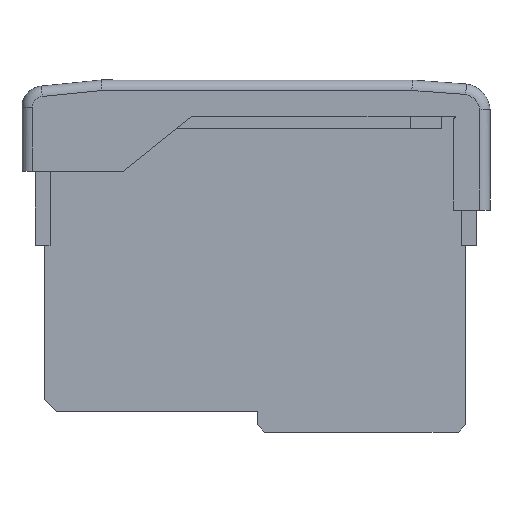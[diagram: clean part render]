
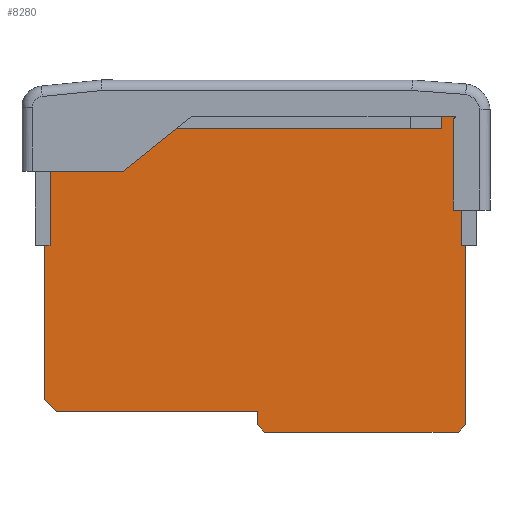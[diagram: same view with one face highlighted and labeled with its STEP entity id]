
A CAD part, left-side view. The second image highlights one B-rep face of the part: STEP entity #8280.
In plain terms, the highlighted planar face has unit normal (-1, 0, 0).
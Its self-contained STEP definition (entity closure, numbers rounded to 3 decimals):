
#3038 = VERTEX_POINT ( 'NONE', #9197 ) ;
#3173 = VERTEX_POINT ( 'NONE', #9526 ) ;
#3184 = VERTEX_POINT ( 'NONE', #9541 ) ;
#3203 = VERTEX_POINT ( 'NONE', #9554 ) ;
#4005 = CARTESIAN_POINT ( 'NONE',  ( 24.783, 45.139, -56.401 ) ) ;
#4007 = DIRECTION ( 'NONE',  ( 0., 0., 1. ) ) ;
#4008 = VECTOR ( 'NONE', #4007, 1000. ) ;
#4010 = CARTESIAN_POINT ( 'NONE',  ( 24.783, 45.139, 1.697 ) ) ;
#4012 = LINE ( 'NONE', #4010, #4008 ) ;
#4334 = CARTESIAN_POINT ( 'NONE',  ( 24.783, -34.378, -62.637 ) ) ;
#4336 = LINE ( 'NONE', #4334, #4476 ) ;
#4339 = CARTESIAN_POINT ( 'NONE',  ( 24.783, -34.378, -62.637 ) ) ;
#4406 = CARTESIAN_POINT ( 'NONE',  ( 24.783, 4.139, -61.098 ) ) ;
#4408 = DIRECTION ( 'NONE',  ( 0., 0., 1. ) ) ;
#4410 = VECTOR ( 'NONE', #4408, 1000. ) ;
#4412 = CARTESIAN_POINT ( 'NONE',  ( 24.783, 4.139, -58.593 ) ) ;
#4413 = LINE ( 'NONE', #4412, #4410 ) ;
#4417 = CARTESIAN_POINT ( 'NONE',  ( 24.783, 4.139, -58.593 ) ) ;
#4419 = DIRECTION ( 'NONE',  ( 0., 1., 0. ) ) ;
#4420 = VECTOR ( 'NONE', #4419, 1000. ) ;
#4422 = CARTESIAN_POINT ( 'NONE',  ( 24.783, 42.822, -58.593 ) ) ;
#4424 = LINE ( 'NONE', #4422, #4420 ) ;
#4429 = CARTESIAN_POINT ( 'NONE',  ( 24.783, 42.822, -58.593 ) ) ;
#4432 = DIRECTION ( 'NONE',  ( 0., 0.726, 0.687 ) ) ;
#4433 = VECTOR ( 'NONE', #4432, 1000. ) ;
#4435 = CARTESIAN_POINT ( 'NONE',  ( 24.783, 45.139, -56.401 ) ) ;
#4437 = LINE ( 'NONE', #4435, #4433 ) ;
#4442 = DIRECTION ( 'NONE',  ( 0., -1., 0. ) ) ;
#4443 = VECTOR ( 'NONE', #4442, 1000. ) ;
#4445 = CARTESIAN_POINT ( 'NONE',  ( 24.783, 30.493, 2.947 ) ) ;
#4447 = LINE ( 'NONE', #4445, #4443 ) ;
#4450 = CARTESIAN_POINT ( 'NONE',  ( 24.783, -17.152, 2.947 ) ) ;
#4452 = DIRECTION ( 'NONE',  ( 0., -0.998, -0.067 ) ) ;
#4454 = VECTOR ( 'NONE', #4452, 1000. ) ;
#4456 = CARTESIAN_POINT ( 'NONE',  ( 24.783, -17.152, 2.947 ) ) ;
#4457 = LINE ( 'NONE', #4456, #4454 ) ;
#4462 = DIRECTION ( 'NONE',  ( 0., 0., -1. ) ) ;
#4464 = VECTOR ( 'NONE', #4462, 1000. ) ;
#4465 = CARTESIAN_POINT ( 'NONE',  ( 24.783, -35.861, -61.098 ) ) ;
#4467 = LINE ( 'NONE', #4465, #4464 ) ;
#4472 = CARTESIAN_POINT ( 'NONE',  ( 24.783, -35.861, -61.098 ) ) ;
#4475 = DIRECTION ( 'NONE',  ( 0., 0.694, -0.72 ) ) ;
#4476 = VECTOR ( 'NONE', #4475, 1000. ) ;
#4509 = FACE_OUTER_BOUND ( 'NONE', #8198, .T. ) ;
#4520 = CARTESIAN_POINT ( 'NONE',  ( 24.783, 30.493, 2.947 ) ) ;
#4523 = DIRECTION ( 'NONE',  ( 0., -0.996, 0.085 ) ) ;
#4524 = VECTOR ( 'NONE', #4523, 1000. ) ;
#4526 = CARTESIAN_POINT ( 'NONE',  ( 24.783, 45.139, 1.697 ) ) ;
#4528 = LINE ( 'NONE', #4526, #4524 ) ;
#4534 = DIRECTION ( 'NONE',  ( 0., 1., 0. ) ) ;
#4536 = VECTOR ( 'NONE', #4534, 1000. ) ;
#4538 = CARTESIAN_POINT ( 'NONE',  ( 24.783, 2.772, -62.637 ) ) ;
#4539 = LINE ( 'NONE', #4538, #4536 ) ;
#4543 = CARTESIAN_POINT ( 'NONE',  ( 24.783, 2.772, -62.637 ) ) ;
#4545 = DIRECTION ( 'NONE',  ( 0., 0.664, 0.748 ) ) ;
#4546 = VECTOR ( 'NONE', #4545, 1000. ) ;
#4548 = CARTESIAN_POINT ( 'NONE',  ( 24.783, 4.139, -61.098 ) ) ;
#4550 = LINE ( 'NONE', #4548, #4546 ) ;
#4598 = DIRECTION ( 'NONE',  ( 0., 0., 1. ) ) ;
#4600 = DIRECTION ( 'NONE',  ( -1., 0., 0. ) ) ;
#4602 = CARTESIAN_POINT ( 'NONE',  ( 24.783, 0.421, -98.721 ) ) ;
#4603 = AXIS2_PLACEMENT_3D ( 'NONE', #4602, #4600, #4598 ) ;
#4611 = PLANE ( 'NONE',  #4603 ) ;
#6172 = EDGE_CURVE ( 'NONE', #6175, #3173, #14827, .T. ) ;
#6175 = VERTEX_POINT ( 'NONE', #14823 ) ;
#6324 = EDGE_CURVE ( 'NONE', #6325, #3184, #15025, .T. ) ;
#6325 = VERTEX_POINT ( 'NONE', #15021 ) ;
#6326 = EDGE_CURVE ( 'NONE', #3203, #6175, #15019, .T. ) ;
#6460 = EDGE_CURVE ( 'NONE', #6325, #3038, #15306, .T. ) ;
#8198 = EDGE_LOOP ( 'NONE', ( #8199, #8200, #8201, #8260, #8263, #8266, #8269, #8272, #8247, #8250, #8252, #8253, #8254, #8257, #8317 ) ) ;
#8199 = ORIENTED_EDGE ( 'NONE', *, *, #6172, .F. ) ;
#8200 = ORIENTED_EDGE ( 'NONE', *, *, #6326, .F. ) ;
#8201 = ORIENTED_EDGE ( 'NONE', *, *, #8202, .F. ) ;
#8202 = EDGE_CURVE ( 'NONE', #8203, #3203, #4012, .T. ) ;
#8203 = VERTEX_POINT ( 'NONE', #4005 ) ;
#8246 = VERTEX_POINT ( 'NONE', #4339 ) ;
#8247 = ORIENTED_EDGE ( 'NONE', *, *, #8248, .F. ) ;
#8248 = EDGE_CURVE ( 'NONE', #8249, #8246, #4336, .T. ) ;
#8249 = VERTEX_POINT ( 'NONE', #4472 ) ;
#8250 = ORIENTED_EDGE ( 'NONE', *, *, #8251, .F. ) ;
#8251 = EDGE_CURVE ( 'NONE', #3038, #8249, #4467, .T. ) ;
#8252 = ORIENTED_EDGE ( 'NONE', *, *, #6460, .F. ) ;
#8253 = ORIENTED_EDGE ( 'NONE', *, *, #6324, .T. ) ;
#8254 = ORIENTED_EDGE ( 'NONE', *, *, #8255, .F. ) ;
#8255 = EDGE_CURVE ( 'NONE', #8256, #3184, #4457, .T. ) ;
#8256 = VERTEX_POINT ( 'NONE', #4450 ) ;
#8257 = ORIENTED_EDGE ( 'NONE', *, *, #8258, .F. ) ;
#8258 = EDGE_CURVE ( 'NONE', #8277, #8256, #4447, .T. ) ;
#8260 = ORIENTED_EDGE ( 'NONE', *, *, #8261, .F. ) ;
#8261 = EDGE_CURVE ( 'NONE', #8262, #8203, #4437, .T. ) ;
#8262 = VERTEX_POINT ( 'NONE', #4429 ) ;
#8263 = ORIENTED_EDGE ( 'NONE', *, *, #8264, .F. ) ;
#8264 = EDGE_CURVE ( 'NONE', #8265, #8262, #4424, .T. ) ;
#8265 = VERTEX_POINT ( 'NONE', #4417 ) ;
#8266 = ORIENTED_EDGE ( 'NONE', *, *, #8267, .F. ) ;
#8267 = EDGE_CURVE ( 'NONE', #8268, #8265, #4413, .T. ) ;
#8268 = VERTEX_POINT ( 'NONE', #4406 ) ;
#8269 = ORIENTED_EDGE ( 'NONE', *, *, #8270, .F. ) ;
#8270 = EDGE_CURVE ( 'NONE', #8271, #8268, #4550, .T. ) ;
#8271 = VERTEX_POINT ( 'NONE', #4543 ) ;
#8272 = ORIENTED_EDGE ( 'NONE', *, *, #8273, .F. ) ;
#8273 = EDGE_CURVE ( 'NONE', #8246, #8271, #4539, .T. ) ;
#8276 = EDGE_CURVE ( 'NONE', #3173, #8277, #4528, .T. ) ;
#8277 = VERTEX_POINT ( 'NONE', #4520 ) ;
#8280 = ADVANCED_FACE ( 'NONE', ( #4509 ), #4611, .T. ) ;
#8317 = ORIENTED_EDGE ( 'NONE', *, *, #8276, .F. ) ;
#9197 = CARTESIAN_POINT ( 'NONE',  ( 24.783, -35.861, -26.636 ) ) ;
#9526 = CARTESIAN_POINT ( 'NONE',  ( 24.783, 44.089, 1.787 ) ) ;
#9541 = CARTESIAN_POINT ( 'NONE',  ( 24.783, -35.086, 1.749 ) ) ;
#9554 = CARTESIAN_POINT ( 'NONE',  ( 24.783, 45.139, -26.636 ) ) ;
#14823 = CARTESIAN_POINT ( 'NONE',  ( 24.783, 44.089, -26.636 ) ) ;
#14824 = DIRECTION ( 'NONE',  ( 0., 0., 1. ) ) ;
#14825 = VECTOR ( 'NONE', #14824, 1000. ) ;
#14826 = CARTESIAN_POINT ( 'NONE',  ( 24.783, 44.089, -26.636 ) ) ;
#14827 = LINE ( 'NONE', #14826, #14825 ) ;
#15016 = DIRECTION ( 'NONE',  ( 0., -1., 0. ) ) ;
#15017 = VECTOR ( 'NONE', #15016, 1000. ) ;
#15018 = CARTESIAN_POINT ( 'NONE',  ( 24.783, 44.089, -26.636 ) ) ;
#15019 = LINE ( 'NONE', #15018, #15017 ) ;
#15021 = CARTESIAN_POINT ( 'NONE',  ( 24.783, -35.086, -26.636 ) ) ;
#15022 = DIRECTION ( 'NONE',  ( 0., 0., 1. ) ) ;
#15023 = VECTOR ( 'NONE', #15022, 1000. ) ;
#15024 = CARTESIAN_POINT ( 'NONE',  ( 24.783, -35.086, -26.636 ) ) ;
#15025 = LINE ( 'NONE', #15024, #15023 ) ;
#15300 = DIRECTION ( 'NONE',  ( 0., -1., 0. ) ) ;
#15301 = VECTOR ( 'NONE', #15300, 1000. ) ;
#15302 = CARTESIAN_POINT ( 'NONE',  ( 24.783, -35.086, -26.636 ) ) ;
#15306 = LINE ( 'NONE', #15302, #15301 ) ;
